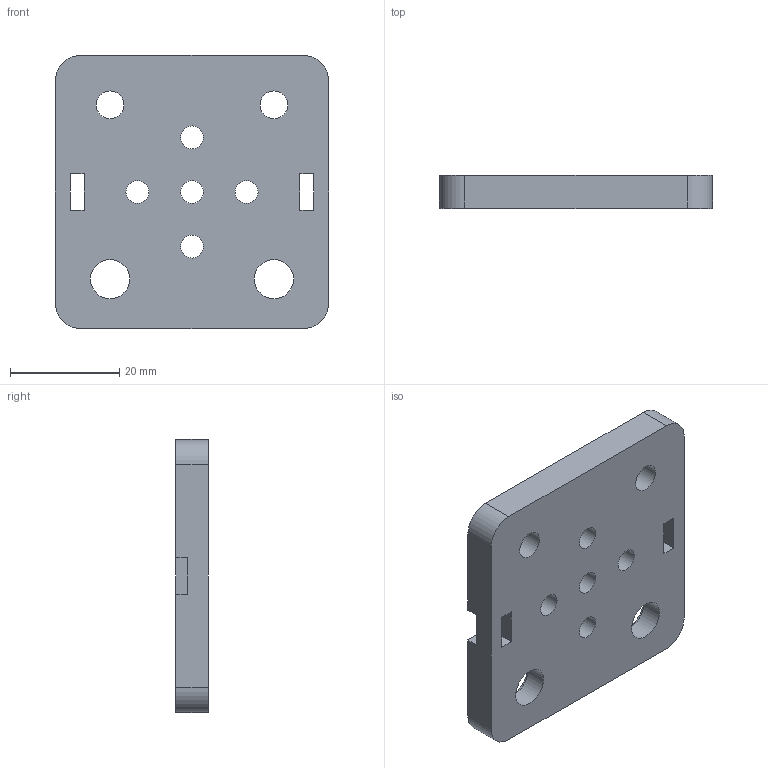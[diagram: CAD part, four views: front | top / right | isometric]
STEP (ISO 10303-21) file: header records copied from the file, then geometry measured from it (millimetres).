
FILE_DESCRIPTION(/* description */ (''),/* implementation_level */ '2;1');
FILE_NAME(/* name */ 'Mini V Wheel Plate.step',/* time_stamp */ '2019-09-18T11:32:23-05:00',/* author */ (''),/* organization */ (''),/* preprocessor_version */ 'ST-DEVELOPER v18',/* originating_system */ 'Autodesk Translation Framework v8.6.0.1094',/* authorisation */ '');
FILE_SCHEMA (('AUTOMOTIVE_DESIGN { 1 0 10303 214 3 1 1 }'));
Length unit declared in the file: millimetre
Products named in the file (1): Mini V Wheel Plate
Bounding box: 50 x 6 x 50 mm (x, y, z)
Volume: 12930.4 mm3; surface area: 6834.3 mm2
Topology: 1 solids, 1 shells, 37 faces, 119 edges, 86 vertices
Faces by surface type: plane 20, cylinder 17
Full cylindrical faces by diameter (mm): 4.2 x5, 5.1 x2, 7.2 x2, 10.1 x2, 12 x2
Entity records: 1444 total; most frequent: DIRECTION 249, CARTESIAN_POINT 243, ORIENTED_EDGE 238, EDGE_CURVE 119, AXIS2_PLACEMENT_3D 92, VERTEX_POINT 86, LINE 65, VECTOR 65
